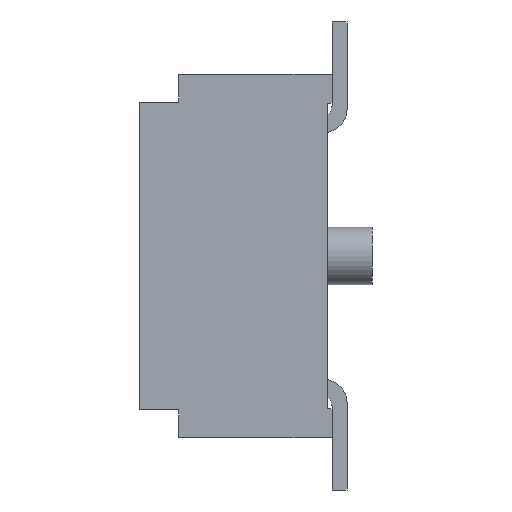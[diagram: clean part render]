
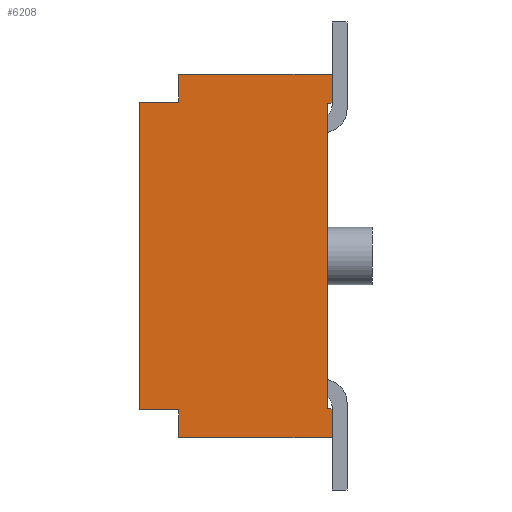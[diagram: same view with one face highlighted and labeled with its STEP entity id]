
A CAD part, left-side view. The second image highlights one B-rep face of the part: STEP entity #6208.
In plain terms, the highlighted planar face has unit normal (-1, 0, 0).
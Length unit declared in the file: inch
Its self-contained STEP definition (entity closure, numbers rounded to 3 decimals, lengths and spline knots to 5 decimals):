
#4 = EDGE_CURVE ( 'NONE', #4347, #759, #5935, .T. ) ;
#66 = VERTEX_POINT ( 'NONE', #1349 ) ;
#227 = VERTEX_POINT ( 'NONE', #470 ) ;
#283 = EDGE_CURVE ( 'NONE', #2486, #4862, #2370, .T. ) ;
#373 = CARTESIAN_POINT ( 'NONE',  ( 0., 0.0835, -0.07875 ) ) ;
#405 = CARTESIAN_POINT ( 'NONE',  ( 0., 0.0665, 0.11675 ) ) ;
#470 = CARTESIAN_POINT ( 'NONE',  ( 0., 0.0665, -0.06675 ) ) ;
#475 = CARTESIAN_POINT ( 'NONE',  ( 0., 0.0835, 0.06675 ) ) ;
#558 = LINE ( 'NONE', #6941, #2146 ) ;
#605 = ORIENTED_EDGE ( 'NONE', *, *, #283, .F. ) ;
#759 = VERTEX_POINT ( 'NONE', #4899 ) ;
#902 = CARTESIAN_POINT ( 'NONE',  ( 0., 0., -0.07875 ) ) ;
#956 = CARTESIAN_POINT ( 'NONE',  ( 0., 0.0835, -0.07875 ) ) ;
#1042 = EDGE_LOOP ( 'NONE', ( #6524, #5629, #2377, #3242, #2354, #3300, #5637, #6493, #605, #4900, #3446, #4245 ) ) ;
#1060 = CARTESIAN_POINT ( 'NONE',  ( 0., 0.002, -0.06635 ) ) ;
#1086 = DIRECTION ( 'NONE',  ( 0., 1., 0. ) ) ;
#1123 = CARTESIAN_POINT ( 'NONE',  ( 0., 0.002, 0.06635 ) ) ;
#1231 = CARTESIAN_POINT ( 'NONE',  ( 0., 0.002, -0.06635 ) ) ;
#1349 = CARTESIAN_POINT ( 'NONE',  ( 0., 0., 0.07875 ) ) ;
#1509 = VERTEX_POINT ( 'NONE', #6594 ) ;
#1523 = DIRECTION ( 'NONE',  ( 0., 0., 1. ) ) ;
#1645 = DIRECTION ( 'NONE',  ( 0., 1., 0. ) ) ;
#1764 = EDGE_CURVE ( 'NONE', #6924, #2239, #5597, .T. ) ;
#1772 = CARTESIAN_POINT ( 'NONE',  ( 0., 0.0835, 0.07875 ) ) ;
#1808 = DIRECTION ( 'NONE',  ( 0., 0., -1. ) ) ;
#1818 = EDGE_CURVE ( 'NONE', #66, #2239, #2365, .T. ) ;
#1847 = VECTOR ( 'NONE', #4928, 39.37008 ) ;
#1921 = EDGE_CURVE ( 'NONE', #227, #4180, #3318, .T. ) ;
#1990 = LINE ( 'NONE', #956, #1847 ) ;
#2146 = VECTOR ( 'NONE', #2986, 39.37008 ) ;
#2206 = VERTEX_POINT ( 'NONE', #1060 ) ;
#2239 = VERTEX_POINT ( 'NONE', #4073 ) ;
#2291 = EDGE_CURVE ( 'NONE', #2206, #4347, #558, .T. ) ;
#2311 = VECTOR ( 'NONE', #6387, 39.37008 ) ;
#2354 = ORIENTED_EDGE ( 'NONE', *, *, #4135, .T. ) ;
#2360 = VECTOR ( 'NONE', #6754, 39.37008 ) ;
#2365 = LINE ( 'NONE', #1772, #3911 ) ;
#2370 = LINE ( 'NONE', #1123, #4542 ) ;
#2377 = ORIENTED_EDGE ( 'NONE', *, *, #1921, .F. ) ;
#2436 = EDGE_CURVE ( 'NONE', #1509, #227, #4483, .T. ) ;
#2486 = VERTEX_POINT ( 'NONE', #6302 ) ;
#2682 = VECTOR ( 'NONE', #6719, 39.37008 ) ;
#2807 = CARTESIAN_POINT ( 'NONE',  ( 0., 0.0665, 0.06675 ) ) ;
#2815 = VECTOR ( 'NONE', #1808, 39.37008 ) ;
#2840 = EDGE_CURVE ( 'NONE', #5754, #6924, #6237, .T. ) ;
#2877 = LINE ( 'NONE', #1231, #2311 ) ;
#2986 = DIRECTION ( 'NONE',  ( 0., -1., 0. ) ) ;
#3213 = CARTESIAN_POINT ( 'NONE',  ( 0., 0.0665, -0.06675 ) ) ;
#3242 = ORIENTED_EDGE ( 'NONE', *, *, #2436, .F. ) ;
#3300 = ORIENTED_EDGE ( 'NONE', *, *, #4, .F. ) ;
#3318 = LINE ( 'NONE', #6817, #3454 ) ;
#3446 = ORIENTED_EDGE ( 'NONE', *, *, #1818, .T. ) ;
#3454 = VECTOR ( 'NONE', #1645, 39.37008 ) ;
#3832 = CARTESIAN_POINT ( 'NONE',  ( 0., 0.0835, -0.07875 ) ) ;
#3911 = VECTOR ( 'NONE', #4090, 39.37008 ) ;
#3948 = CARTESIAN_POINT ( 'NONE',  ( 0., 0.0835, -0.06675 ) ) ;
#4073 = CARTESIAN_POINT ( 'NONE',  ( 0., 0.0665, 0.07875 ) ) ;
#4090 = DIRECTION ( 'NONE',  ( 0., 1., 0. ) ) ;
#4135 = EDGE_CURVE ( 'NONE', #1509, #759, #6201, .T. ) ;
#4149 = FACE_OUTER_BOUND ( 'NONE', #1042, .T. ) ;
#4180 = VERTEX_POINT ( 'NONE', #3948 ) ;
#4245 = ORIENTED_EDGE ( 'NONE', *, *, #1764, .F. ) ;
#4318 = DIRECTION ( 'NONE',  ( 0., 0., -1. ) ) ;
#4347 = VERTEX_POINT ( 'NONE', #7103 ) ;
#4461 = EDGE_CURVE ( 'NONE', #4862, #2206, #2877, .T. ) ;
#4483 = LINE ( 'NONE', #3213, #6175 ) ;
#4542 = VECTOR ( 'NONE', #1086, 39.37008 ) ;
#4549 = DIRECTION ( 'NONE',  ( 0., -1., 0. ) ) ;
#4862 = VERTEX_POINT ( 'NONE', #5940 ) ;
#4899 = CARTESIAN_POINT ( 'NONE',  ( 0., 0., -0.07875 ) ) ;
#4900 = ORIENTED_EDGE ( 'NONE', *, *, #6942, .F. ) ;
#4928 = DIRECTION ( 'NONE',  ( 0., 0., 1. ) ) ;
#5114 = DIRECTION ( 'NONE',  ( 0., -1., 0. ) ) ;
#5305 = PLANE ( 'NONE',  #7439 ) ;
#5406 = CARTESIAN_POINT ( 'NONE',  ( 0., 0., -0.07875 ) ) ;
#5428 = VECTOR ( 'NONE', #4549, 39.37008 ) ;
#5535 = DIRECTION ( 'NONE',  ( 1., 0., 0. ) ) ;
#5597 = LINE ( 'NONE', #405, #2360 ) ;
#5629 = ORIENTED_EDGE ( 'NONE', *, *, #7223, .F. ) ;
#5637 = ORIENTED_EDGE ( 'NONE', *, *, #2291, .F. ) ;
#5754 = VERTEX_POINT ( 'NONE', #475 ) ;
#5935 = LINE ( 'NONE', #5406, #2815 ) ;
#5940 = CARTESIAN_POINT ( 'NONE',  ( 0., 0.002, 0.06635 ) ) ;
#6175 = VECTOR ( 'NONE', #1523, 39.37008 ) ;
#6201 = LINE ( 'NONE', #3832, #5428 ) ;
#6208 = ADVANCED_FACE ( 'NONE', ( #4149 ), #5305, .F. ) ;
#6237 = LINE ( 'NONE', #2807, #7198 ) ;
#6302 = CARTESIAN_POINT ( 'NONE',  ( 0., 0., 0.06635 ) ) ;
#6387 = DIRECTION ( 'NONE',  ( 0., 0., -1. ) ) ;
#6450 = CARTESIAN_POINT ( 'NONE',  ( 0., 0.0665, 0.06675 ) ) ;
#6493 = ORIENTED_EDGE ( 'NONE', *, *, #4461, .F. ) ;
#6524 = ORIENTED_EDGE ( 'NONE', *, *, #2840, .F. ) ;
#6594 = CARTESIAN_POINT ( 'NONE',  ( 0., 0.0665, -0.07875 ) ) ;
#6719 = DIRECTION ( 'NONE',  ( 0., 0., -1. ) ) ;
#6754 = DIRECTION ( 'NONE',  ( 0., 0., 1. ) ) ;
#6817 = CARTESIAN_POINT ( 'NONE',  ( 0., 0.0835, -0.06675 ) ) ;
#6924 = VERTEX_POINT ( 'NONE', #6450 ) ;
#6941 = CARTESIAN_POINT ( 'NONE',  ( 0., 0., -0.06635 ) ) ;
#6942 = EDGE_CURVE ( 'NONE', #66, #2486, #7158, .T. ) ;
#7103 = CARTESIAN_POINT ( 'NONE',  ( 0., 0., -0.06635 ) ) ;
#7158 = LINE ( 'NONE', #902, #2682 ) ;
#7198 = VECTOR ( 'NONE', #5114, 39.37008 ) ;
#7223 = EDGE_CURVE ( 'NONE', #4180, #5754, #1990, .T. ) ;
#7439 = AXIS2_PLACEMENT_3D ( 'NONE', #373, #5535, #4318 ) ;
